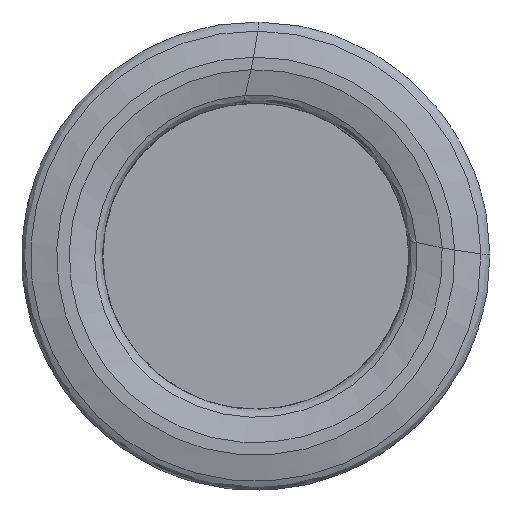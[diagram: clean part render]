
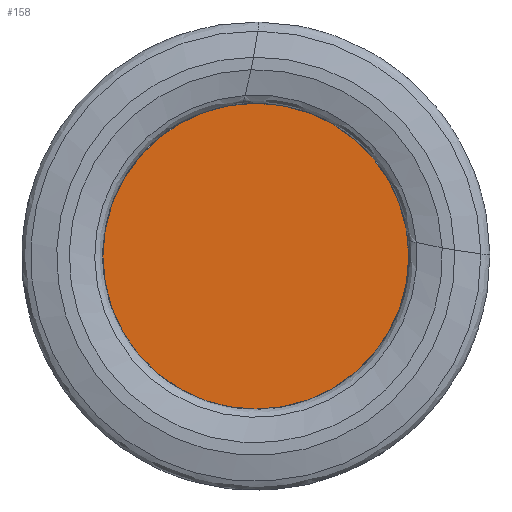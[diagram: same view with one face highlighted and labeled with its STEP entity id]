
A CAD part, left-side view. The second image highlights one B-rep face of the part: STEP entity #158.
In plain terms, the highlighted planar face has unit normal (-1, 0, 0).
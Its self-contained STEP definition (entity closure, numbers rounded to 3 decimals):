
#158=ADVANCED_FACE('',(#205),#178,.F.);
#178=PLANE('',#628);
#205=FACE_OUTER_BOUND('',#233,.T.);
#233=EDGE_LOOP('',(#413));
#298=CIRCLE('',#627,20.586);
#413=ORIENTED_EDGE('',*,*,#538,.T.);
#472=VERTEX_POINT('',#1200);
#538=EDGE_CURVE('',#472,#472,#298,.T.);
#627=AXIS2_PLACEMENT_3D('',#1199,#748,#749);
#628=AXIS2_PLACEMENT_3D('',#1201,#750,#751);
#748=DIRECTION('',(-1.,0.,0.));
#749=DIRECTION('',(0.,0.,1.));
#750=DIRECTION('',(1.,0.,0.));
#751=DIRECTION('',(0.,0.,-1.));
#1199=CARTESIAN_POINT('',(3.,0.,0.));
#1200=CARTESIAN_POINT('',(3.,0.,20.586));
#1201=CARTESIAN_POINT('',(3.,20.586,0.));
